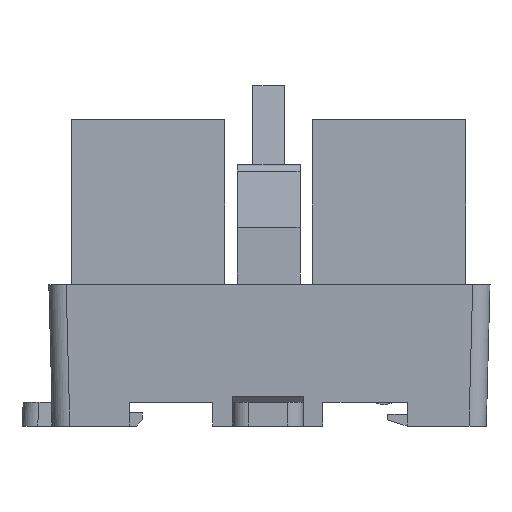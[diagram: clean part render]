
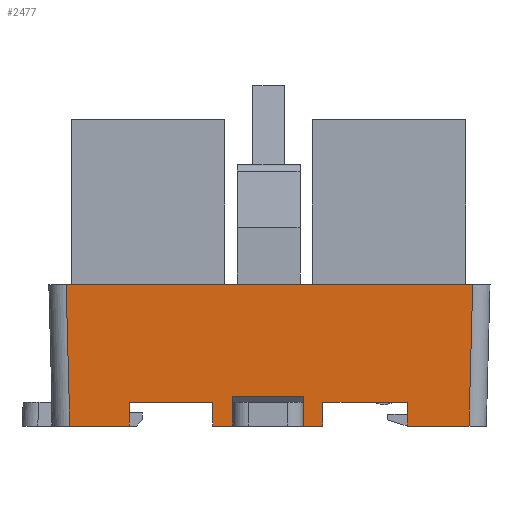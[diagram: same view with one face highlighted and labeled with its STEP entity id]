
A CAD part, left-side view. The second image highlights one B-rep face of the part: STEP entity #2477.
In plain terms, the highlighted planar face has unit normal (-1, 0, -0.026).
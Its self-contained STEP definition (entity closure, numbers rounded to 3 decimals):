
#1187=FACE_OUTER_BOUND('',#5833,.T.);
#2477=ADVANCED_FACE('',(#1187),#3898,.T.);
#3898=PLANE('',#28498);
#5833=EDGE_LOOP('',(#15353,#15354,#15355,#15356,#15357,#15358,#15359,#15360,
#15361,#15362,#15363,#15364,#15365,#15366,#15367,#15368));
#7694=LINE('',#37742,#11250);
#7695=LINE('',#37744,#11251);
#7698=LINE('',#37750,#11254);
#7700=LINE('',#37754,#11256);
#7704=LINE('',#37761,#11260);
#7707=LINE('',#37767,#11263);
#7709=LINE('',#37771,#11265);
#7713=LINE('',#37779,#11269);
#7742=LINE('',#37834,#11298);
#7743=LINE('',#37836,#11299);
#7757=LINE('',#37862,#11313);
#7758=LINE('',#37863,#11314);
#7766=LINE('',#37884,#11322);
#7768=LINE('',#37890,#11324);
#7776=LINE('',#37910,#11332);
#7778=LINE('',#37916,#11334);
#11250=VECTOR('',#30593,1.);
#11251=VECTOR('',#30596,1.);
#11254=VECTOR('',#30601,1.);
#11256=VECTOR('',#30605,1.);
#11260=VECTOR('',#30611,1.);
#11263=VECTOR('',#30616,1.);
#11265=VECTOR('',#30620,1.);
#11269=VECTOR('',#30626,1.);
#11298=VECTOR('',#30673,1.);
#11299=VECTOR('',#30676,1.);
#11313=VECTOR('',#30704,1.);
#11314=VECTOR('',#30705,1.);
#11322=VECTOR('',#30725,1.);
#11324=VECTOR('',#30731,1.);
#11332=VECTOR('',#30753,1.);
#11334=VECTOR('',#30761,1.);
#15353=ORIENTED_EDGE('',*,*,#25006,.T.);
#15354=ORIENTED_EDGE('',*,*,#25019,.F.);
#15355=ORIENTED_EDGE('',*,*,#25016,.T.);
#15356=ORIENTED_EDGE('',*,*,#24976,.T.);
#15357=ORIENTED_EDGE('',*,*,#24946,.F.);
#15358=ORIENTED_EDGE('',*,*,#24992,.F.);
#15359=ORIENTED_EDGE('',*,*,#24942,.F.);
#15360=ORIENTED_EDGE('',*,*,#24940,.T.);
#15361=ORIENTED_EDGE('',*,*,#24937,.F.);
#15362=ORIENTED_EDGE('',*,*,#24933,.T.);
#15363=ORIENTED_EDGE('',*,*,#24931,.F.);
#15364=ORIENTED_EDGE('',*,*,#24928,.T.);
#15365=ORIENTED_EDGE('',*,*,#24927,.T.);
#15366=ORIENTED_EDGE('',*,*,#24991,.F.);
#15367=ORIENTED_EDGE('',*,*,#24975,.T.);
#15368=ORIENTED_EDGE('',*,*,#25003,.T.);
#22309=VERTEX_POINT('',#37739);
#22310=VERTEX_POINT('',#37741);
#22311=VERTEX_POINT('',#37745);
#22313=VERTEX_POINT('',#37751);
#22314=VERTEX_POINT('',#37755);
#22316=VERTEX_POINT('',#37762);
#22317=VERTEX_POINT('',#37766);
#22318=VERTEX_POINT('',#37770);
#22319=VERTEX_POINT('',#37774);
#22321=VERTEX_POINT('',#37778);
#22335=VERTEX_POINT('',#37825);
#22338=VERTEX_POINT('',#37833);
#22339=VERTEX_POINT('',#37837);
#22350=VERTEX_POINT('',#37883);
#22352=VERTEX_POINT('',#37889);
#22358=VERTEX_POINT('',#37911);
#24927=EDGE_CURVE('',#22309,#22310,#7694,.T.);
#24928=EDGE_CURVE('',#22311,#22309,#7695,.T.);
#24931=EDGE_CURVE('',#22311,#22313,#7698,.T.);
#24933=EDGE_CURVE('',#22314,#22313,#7700,.T.);
#24937=EDGE_CURVE('',#22314,#22316,#7704,.T.);
#24940=EDGE_CURVE('',#22317,#22316,#7707,.T.);
#24942=EDGE_CURVE('',#22317,#22318,#7709,.T.);
#24946=EDGE_CURVE('',#22321,#22319,#7713,.T.);
#24975=EDGE_CURVE('',#22335,#22338,#7742,.T.);
#24976=EDGE_CURVE('',#22339,#22319,#7743,.T.);
#24991=EDGE_CURVE('',#22335,#22310,#7757,.T.);
#24992=EDGE_CURVE('',#22318,#22321,#7758,.T.);
#25003=EDGE_CURVE('',#22338,#22350,#7766,.T.);
#25006=EDGE_CURVE('',#22350,#22352,#7768,.T.);
#25016=EDGE_CURVE('',#22358,#22339,#7776,.T.);
#25019=EDGE_CURVE('',#22358,#22352,#7778,.T.);
#28498=AXIS2_PLACEMENT_3D('',#37917,#30762,#30763);
#30593=DIRECTION('',(-0.026,0.,1.));
#30596=DIRECTION('',(0.,-1.,0.));
#30601=DIRECTION('',(-0.026,0.,1.));
#30605=DIRECTION('',(0.,-1.,0.));
#30611=DIRECTION('',(0.026,0.,-1.));
#30616=DIRECTION('',(0.,-1.,0.));
#30620=DIRECTION('',(-0.026,0.,1.));
#30626=DIRECTION('',(0.026,0.,-1.));
#30673=DIRECTION('',(0.026,0.,-1.));
#30676=DIRECTION('',(0.,-1.,0.));
#30704=DIRECTION('',(0.,1.,0.));
#30705=DIRECTION('',(0.,1.,0.));
#30725=DIRECTION('',(0.,-1.,0.));
#30731=DIRECTION('',(-0.026,-0.026,0.999));
#30753=DIRECTION('',(0.026,-0.026,-0.999));
#30761=DIRECTION('',(0.,-1.,0.));
#30762=DIRECTION('',(-1.,0.,-0.026));
#30763=DIRECTION('',(0.026,0.,-1.));
#37739=CARTESIAN_POINT('',(-45.929,-8.505,-21.625));
#37741=CARTESIAN_POINT('',(-46.007,-8.505,-18.625));
#37742=CARTESIAN_POINT('',(-46.4,-8.505,-3.628));
#37744=CARTESIAN_POINT('',(-45.929,-1.505,-21.625));
#37745=CARTESIAN_POINT('',(-45.929,-6.055,-21.625));
#37750=CARTESIAN_POINT('',(-46.4,-6.055,-3.628));
#37751=CARTESIAN_POINT('',(-46.026,-6.055,-17.899));
#37754=CARTESIAN_POINT('',(-46.026,-210.951,-17.899));
#37755=CARTESIAN_POINT('',(-46.026,3.045,-17.899));
#37761=CARTESIAN_POINT('',(-46.4,3.045,-3.628));
#37762=CARTESIAN_POINT('',(-45.929,3.045,-21.625));
#37766=CARTESIAN_POINT('',(-45.929,5.495,-21.625));
#37767=CARTESIAN_POINT('',(-45.929,-1.505,-21.625));
#37770=CARTESIAN_POINT('',(-46.007,5.495,-18.625));
#37771=CARTESIAN_POINT('',(-45.917,5.495,-22.086));
#37774=CARTESIAN_POINT('',(-45.929,16.145,-21.625));
#37778=CARTESIAN_POINT('',(-46.007,16.145,-18.625));
#37779=CARTESIAN_POINT('',(-45.994,16.145,-19.115));
#37825=CARTESIAN_POINT('',(-46.007,-19.255,-18.625));
#37833=CARTESIAN_POINT('',(-45.929,-19.255,-21.625));
#37834=CARTESIAN_POINT('',(-46.4,-19.255,-3.628));
#37836=CARTESIAN_POINT('',(-45.929,-1.505,-21.625));
#37837=CARTESIAN_POINT('',(-45.929,23.674,-21.625));
#37862=CARTESIAN_POINT('',(-46.007,-1.505,-18.625));
#37863=CARTESIAN_POINT('',(-46.007,-1.505,-18.625));
#37883=CARTESIAN_POINT('',(-45.929,-27.085,-21.625));
#37884=CARTESIAN_POINT('',(-45.929,-2.005,-21.625));
#37889=CARTESIAN_POINT('',(-46.4,-27.556,-3.625));
#37890=CARTESIAN_POINT('',(-46.383,-27.539,-4.285));
#37910=CARTESIAN_POINT('',(-46.383,24.128,-4.285));
#37911=CARTESIAN_POINT('',(-46.4,24.145,-3.625));
#37916=CARTESIAN_POINT('',(-46.4,-2.005,-3.625));
#37917=CARTESIAN_POINT('',(-46.4,-2.005,-3.628));
